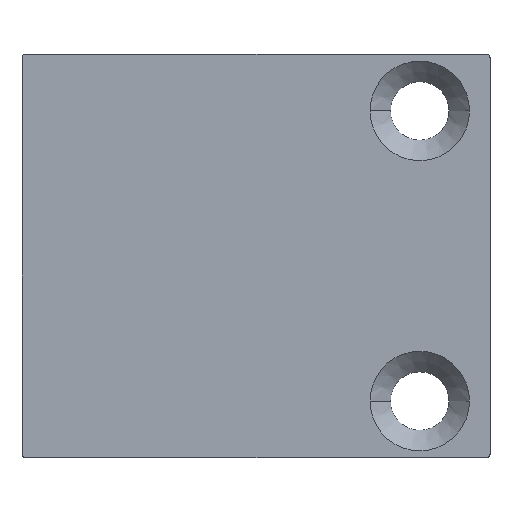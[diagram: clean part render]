
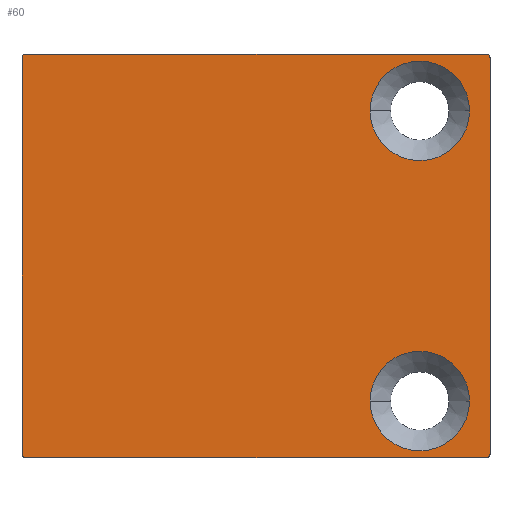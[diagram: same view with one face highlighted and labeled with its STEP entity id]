
A CAD part, top view. The second image highlights one B-rep face of the part: STEP entity #60.
In plain terms, the highlighted planar face has unit normal (0, 0, 1).
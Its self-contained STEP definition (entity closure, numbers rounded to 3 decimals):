
#2 = CIRCLE ( 'NONE', #653, 4.25 ) ;
#5 = CARTESIAN_POINT ( 'NONE',  ( 34., 29.65, 3. ) ) ;
#6 = CARTESIAN_POINT ( 'NONE',  ( 38.25, 4.85, 3. ) ) ;
#8 = DIRECTION ( 'NONE',  ( 0., 0., 1. ) ) ;
#9 = VERTEX_POINT ( 'NONE', #435 ) ;
#13 = CIRCLE ( 'NONE', #589, 0.3 ) ;
#21 = DIRECTION ( 'NONE',  ( -1., 0., 0. ) ) ;
#25 = LINE ( 'NONE', #663, #298 ) ;
#40 = CARTESIAN_POINT ( 'NONE',  ( 34., 4.85, 3. ) ) ;
#43 = VERTEX_POINT ( 'NONE', #556 ) ;
#60 = ADVANCED_FACE ( 'NONE', ( #607, #601, #81 ), #131, .F. ) ;
#73 = DIRECTION ( 'NONE',  ( 1., 0., 0. ) ) ;
#81 = FACE_BOUND ( 'NONE', #427, .T. ) ;
#87 = CIRCLE ( 'NONE', #262, 0.3 ) ;
#108 = EDGE_CURVE ( 'NONE', #160, #312, #334, .T. ) ;
#113 = EDGE_LOOP ( 'NONE', ( #285, #307, #536, #501, #368, #326, #124, #537 ) ) ;
#117 = DIRECTION ( 'NONE',  ( 0., 0., 1. ) ) ;
#118 = DIRECTION ( 'NONE',  ( 0., 1., 0. ) ) ;
#120 = CARTESIAN_POINT ( 'NONE',  ( 39.7, 34.2, 3. ) ) ;
#122 = CIRCLE ( 'NONE', #358, 4.25 ) ;
#124 = ORIENTED_EDGE ( 'NONE', *, *, #626, .T. ) ;
#131 = PLANE ( 'NONE',  #636 ) ;
#137 = CARTESIAN_POINT ( 'NONE',  ( 40., 0.3, 3. ) ) ;
#154 = DIRECTION ( 'NONE',  ( 0., 0., 1. ) ) ;
#160 = VERTEX_POINT ( 'NONE', #209 ) ;
#169 = ORIENTED_EDGE ( 'NONE', *, *, #553, .F. ) ;
#186 = VERTEX_POINT ( 'NONE', #541 ) ;
#199 = EDGE_CURVE ( 'NONE', #256, #43, #13, .T. ) ;
#207 = LINE ( 'NONE', #363, #296 ) ;
#209 = CARTESIAN_POINT ( 'NONE',  ( 29.75, 4.85, 3. ) ) ;
#211 = VERTEX_POINT ( 'NONE', #278 ) ;
#225 = CIRCLE ( 'NONE', #333, 0.3 ) ;
#234 = LINE ( 'NONE', #648, #354 ) ;
#235 = VERTEX_POINT ( 'NONE', #623 ) ;
#246 = EDGE_CURVE ( 'NONE', #9, #186, #294, .T. ) ;
#256 = VERTEX_POINT ( 'NONE', #590 ) ;
#259 = EDGE_CURVE ( 'NONE', #476, #566, #207, .T. ) ;
#262 = AXIS2_PLACEMENT_3D ( 'NONE', #495, #8, #73 ) ;
#264 = ORIENTED_EDGE ( 'NONE', *, *, #394, .F. ) ;
#265 = DIRECTION ( 'NONE',  ( -1., 0., 0. ) ) ;
#270 = DIRECTION ( 'NONE',  ( -1., 0., 0. ) ) ;
#274 = DIRECTION ( 'NONE',  ( 0., 0., 1. ) ) ;
#278 = CARTESIAN_POINT ( 'NONE',  ( 39.7, 0., 3. ) ) ;
#285 = ORIENTED_EDGE ( 'NONE', *, *, #246, .T. ) ;
#286 = CARTESIAN_POINT ( 'NONE',  ( 38.25, 29.65, 3. ) ) ;
#294 = CIRCLE ( 'NONE', #443, 0.3 ) ;
#295 = DIRECTION ( 'NONE',  ( 1., 0., 0. ) ) ;
#296 = VECTOR ( 'NONE', #118, 1000. ) ;
#298 = VECTOR ( 'NONE', #295, 1000. ) ;
#307 = ORIENTED_EDGE ( 'NONE', *, *, #564, .T. ) ;
#312 = VERTEX_POINT ( 'NONE', #6 ) ;
#317 = ORIENTED_EDGE ( 'NONE', *, *, #108, .F. ) ;
#326 = ORIENTED_EDGE ( 'NONE', *, *, #259, .T. ) ;
#333 = AXIS2_PLACEMENT_3D ( 'NONE', #120, #486, #587 ) ;
#334 = CIRCLE ( 'NONE', #544, 4.25 ) ;
#337 = LINE ( 'NONE', #599, #640 ) ;
#354 = VECTOR ( 'NONE', #389, 1000. ) ;
#358 = AXIS2_PLACEMENT_3D ( 'NONE', #5, #117, #502 ) ;
#363 = CARTESIAN_POINT ( 'NONE',  ( 40., 0.3, 3. ) ) ;
#368 = ORIENTED_EDGE ( 'NONE', *, *, #668, .T. ) ;
#389 = DIRECTION ( 'NONE',  ( -1., 0., 0. ) ) ;
#394 = EDGE_CURVE ( 'NONE', #577, #235, #2, .T. ) ;
#398 = EDGE_CURVE ( 'NONE', #433, #9, #234, .T. ) ;
#400 = DIRECTION ( 'NONE',  ( 0., 0., 1. ) ) ;
#402 = DIRECTION ( 'NONE',  ( 0., 0., 1. ) ) ;
#427 = EDGE_LOOP ( 'NONE', ( #264, #169 ) ) ;
#433 = VERTEX_POINT ( 'NONE', #562 ) ;
#435 = CARTESIAN_POINT ( 'NONE',  ( 0.3, 34.5, 3. ) ) ;
#441 = DIRECTION ( 'NONE',  ( 1., 0., 0. ) ) ;
#443 = AXIS2_PLACEMENT_3D ( 'NONE', #538, #583, #270 ) ;
#444 = EDGE_LOOP ( 'NONE', ( #487, #317 ) ) ;
#462 = EDGE_CURVE ( 'NONE', #43, #211, #25, .T. ) ;
#475 = DIRECTION ( 'NONE',  ( 1., 0., 0. ) ) ;
#476 = VERTEX_POINT ( 'NONE', #137 ) ;
#486 = DIRECTION ( 'NONE',  ( 0., 0., 1. ) ) ;
#487 = ORIENTED_EDGE ( 'NONE', *, *, #611, .F. ) ;
#495 = CARTESIAN_POINT ( 'NONE',  ( 39.7, 0.3, 3. ) ) ;
#501 = ORIENTED_EDGE ( 'NONE', *, *, #462, .T. ) ;
#502 = DIRECTION ( 'NONE',  ( 1., 0., 0. ) ) ;
#505 = DIRECTION ( 'NONE',  ( 0., 0., -1. ) ) ;
#514 = AXIS2_PLACEMENT_3D ( 'NONE', #657, #400, #603 ) ;
#536 = ORIENTED_EDGE ( 'NONE', *, *, #199, .T. ) ;
#537 = ORIENTED_EDGE ( 'NONE', *, *, #398, .T. ) ;
#538 = CARTESIAN_POINT ( 'NONE',  ( 0.3, 34.2, 3. ) ) ;
#539 = CARTESIAN_POINT ( 'NONE',  ( 40., 34.2, 3. ) ) ;
#541 = CARTESIAN_POINT ( 'NONE',  ( 0., 34.2, 3. ) ) ;
#544 = AXIS2_PLACEMENT_3D ( 'NONE', #40, #154, #475 ) ;
#548 = DIRECTION ( 'NONE',  ( 0., -1., 0. ) ) ;
#551 = CARTESIAN_POINT ( 'NONE',  ( 0.3, 34.2, 3. ) ) ;
#552 = CARTESIAN_POINT ( 'NONE',  ( 34., 29.65, 3. ) ) ;
#553 = EDGE_CURVE ( 'NONE', #235, #577, #122, .T. ) ;
#556 = CARTESIAN_POINT ( 'NONE',  ( 0.3, 0., 3. ) ) ;
#562 = CARTESIAN_POINT ( 'NONE',  ( 39.7, 34.5, 3. ) ) ;
#564 = EDGE_CURVE ( 'NONE', #186, #256, #337, .T. ) ;
#566 = VERTEX_POINT ( 'NONE', #539 ) ;
#577 = VERTEX_POINT ( 'NONE', #286 ) ;
#583 = DIRECTION ( 'NONE',  ( 0., 0., 1. ) ) ;
#587 = DIRECTION ( 'NONE',  ( -1., 0., 0. ) ) ;
#589 = AXIS2_PLACEMENT_3D ( 'NONE', #674, #274, #265 ) ;
#590 = CARTESIAN_POINT ( 'NONE',  ( 0., 0.3, 3. ) ) ;
#599 = CARTESIAN_POINT ( 'NONE',  ( 0., 0.3, 3. ) ) ;
#601 = FACE_BOUND ( 'NONE', #444, .T. ) ;
#603 = DIRECTION ( 'NONE',  ( 1., 0., 0. ) ) ;
#607 = FACE_OUTER_BOUND ( 'NONE', #113, .T. ) ;
#611 = EDGE_CURVE ( 'NONE', #312, #160, #621, .T. ) ;
#621 = CIRCLE ( 'NONE', #514, 4.25 ) ;
#623 = CARTESIAN_POINT ( 'NONE',  ( 29.75, 29.65, 3. ) ) ;
#626 = EDGE_CURVE ( 'NONE', #566, #433, #225, .T. ) ;
#636 = AXIS2_PLACEMENT_3D ( 'NONE', #551, #505, #21 ) ;
#640 = VECTOR ( 'NONE', #548, 1000. ) ;
#648 = CARTESIAN_POINT ( 'NONE',  ( 0.3, 34.5, 3. ) ) ;
#653 = AXIS2_PLACEMENT_3D ( 'NONE', #552, #402, #441 ) ;
#657 = CARTESIAN_POINT ( 'NONE',  ( 34., 4.85, 3. ) ) ;
#663 = CARTESIAN_POINT ( 'NONE',  ( 0.3, 0., 3. ) ) ;
#668 = EDGE_CURVE ( 'NONE', #211, #476, #87, .T. ) ;
#674 = CARTESIAN_POINT ( 'NONE',  ( 0.3, 0.3, 3. ) ) ;
